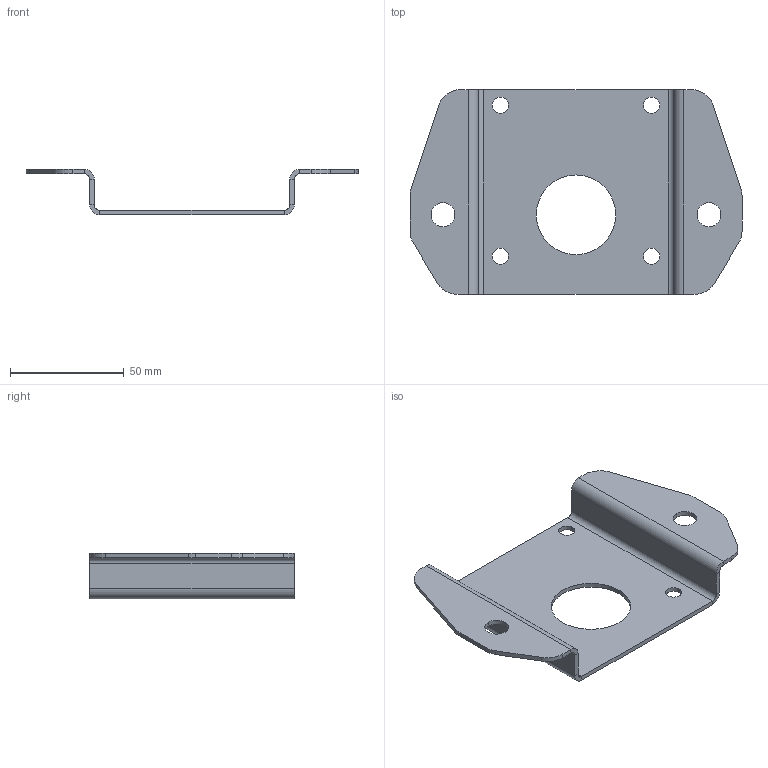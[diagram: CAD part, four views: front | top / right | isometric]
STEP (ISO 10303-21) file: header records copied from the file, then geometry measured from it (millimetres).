
FILE_DESCRIPTION (( 'STEP AP203' ), '1' );
FILE_NAME ('MMP.03.00.00.003 Motor bracket.STEP', '2023-02-14T09:32:42', ( '' ), ( '' ), 'SwSTEP 2.0', 'SolidWorks 2017', '' );
FILE_SCHEMA (( 'CONFIG_CONTROL_DESIGN' ));
Length unit declared in the file: millimetre
Products named in the file (1): MMP.03.00.00.003 Motor bracket
Bounding box: 146 x 90 x 20 mm (x, y, z)
Volume: 26959.8 mm3; surface area: 28448.7 mm2
Topology: 1 solids, 1 shells, 64 faces, 154 edges, 92 vertices
Faces by surface type: plane 34, cylinder 30
Entity records: 1947 total; most frequent: DIRECTION 344, CARTESIAN_POINT 311, ORIENTED_EDGE 308, EDGE_CURVE 154, AXIS2_PLACEMENT_3D 125, LINE 94, VECTOR 94, VERTEX_POINT 92
